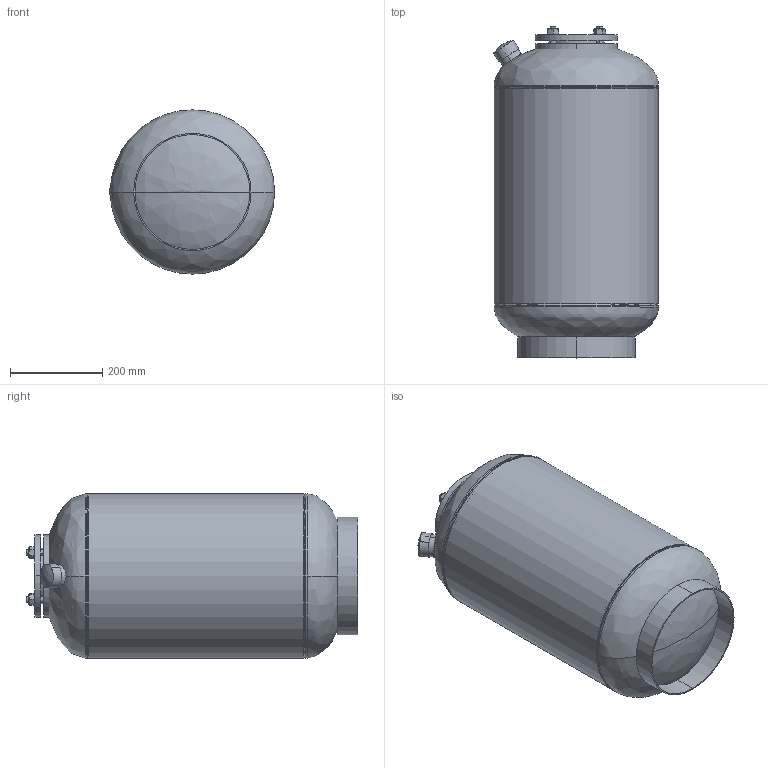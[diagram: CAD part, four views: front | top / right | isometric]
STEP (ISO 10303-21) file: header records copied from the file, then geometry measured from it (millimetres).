
FILE_DESCRIPTION (( 'STEP AP203' ), '1' );
FILE_NAME ('NLAP-60.STEP', '2021-03-15T14:59:17', ( '' ), ( '' ), 'SwSTEP 2.0', 'SolidWorks 2021', '' );
FILE_SCHEMA (( 'CONFIG_CONTROL_DESIGN' ));
Length unit declared in the file: inch
Products named in the file (15): 9200060; 9400003; 9800522; 9500000; 9800512; 9011010_1.78125; NLAP-60; 9800125_NLA 50; 9801512; 9800610_HHNUT 0.5000-13-D-N; 99B0825; 9400015; 9800477; 9800460_03-34
Assembly tree (20 placements, depth 2):
  NLAP-60
    99B0825
    9200060
    9200060
    9500000
    9800460_03-34
    9800512
    9801512
    9400015
    9400003
    9800522  x4
    9800610_HHNUT 0.5000-13-D-N  x4
    9800125_NLA 50
    9800477
    9011010_1.78125
Bounding box: 357.21 x 718.07 x 355.6 mm (x, y, z)
Volume: 3491557.2 mm3; surface area: 2618782 mm2
Topology: 21 solids, 21 shells, 457 faces, 1089 edges, 661 vertices
Faces by surface type: cylinder 211, cone 120, plane 80, torus 26, bspline 12, sphere 8
Full cylindrical faces by diameter (mm): 350.52 x1, 355.397 x1
Entity records: 22654 total; most frequent: CARTESIAN_POINT 12579, ORIENTED_EDGE 1758, DIRECTION 1658, EDGE_CURVE 879, AXIS2_PLACEMENT_3D 700, VERTEX_POINT 547, EDGE_LOOP 460, FACE_OUTER_BOUND 361
